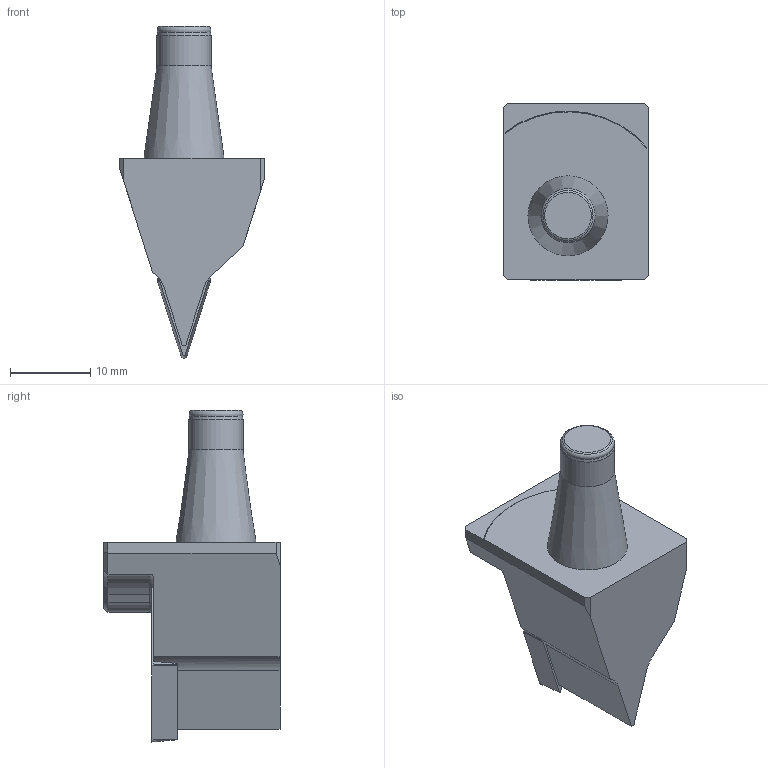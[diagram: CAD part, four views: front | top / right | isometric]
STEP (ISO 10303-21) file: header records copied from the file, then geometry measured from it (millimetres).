
FILE_DESCRIPTION(/* description */ (''),/* implementation_level */ '2;1');
FILE_NAME(/* name */ '1725019046645.stp',/* time_stamp */ '2024-08-30T17:27:37+06:00',/* author */ (''),/* organization */ ('SMS'),/* preprocessor_version */ 'ST-DEVELOPER v16.7',/* originating_system */ 'SIEMENS PLM Software NX 12.0',/* authorisation */ '');
FILE_SCHEMA (('AUTOMOTIVE_DESIGN { 1 0 10303 214 3 1 1 1 }'));
Length unit declared in the file: millimetre
Products named in the file (4): ASSEMBLY_CONSTRUCTION; IsoTurningInsert; 205389275mod000_00; 205389276mod000_00
Assembly tree (3 placements, depth 2):
  205389276mod000_00
    205389275mod000_00
    IsoTurningInsert
    ASSEMBLY_CONSTRUCTION
Bounding box: 18 x 22 x 41.5 mm (x, y, z)
Volume: 5196.6 mm3; surface area: 2525.5 mm2
Topology: 2 solids, 2 shells, 68 faces, 168 edges, 113 vertices
Faces by surface type: plane 37, cone 13, cylinder 10, torus 7, sphere 1
Full cylindrical faces by diameter (mm): 2.8 x2, 6.75 x1
Entity records: 2115 total; most frequent: CARTESIAN_POINT 387, DIRECTION 353, ORIENTED_EDGE 294, EDGE_CURVE 147, AXIS2_PLACEMENT_3D 130, VERTEX_POINT 100, LINE 93, VECTOR 93
